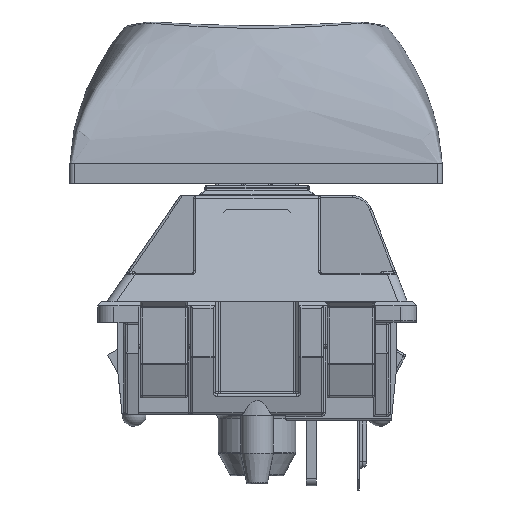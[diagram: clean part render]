
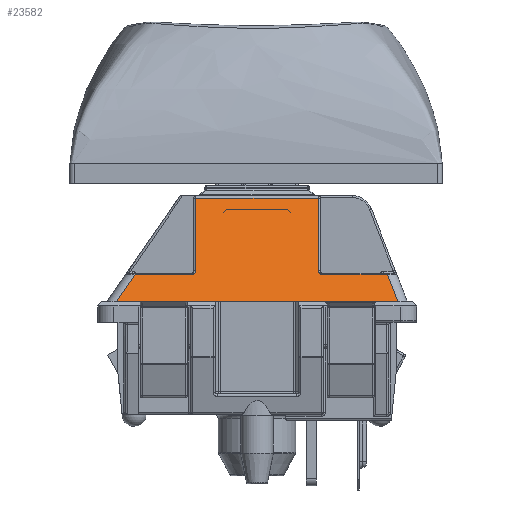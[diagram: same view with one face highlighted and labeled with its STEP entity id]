
A CAD part, front view. The second image highlights one B-rep face of the part: STEP entity #23582.
In plain terms, the highlighted planar face has unit normal (0, -0.914, 0.405).
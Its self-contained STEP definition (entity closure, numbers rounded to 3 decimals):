
#1674=LINE('',#38347,#3588);
#1940=LINE('',#39167,#3854);
#1941=LINE('',#39169,#3855);
#1942=LINE('',#39171,#3856);
#1943=LINE('',#39179,#3857);
#1944=LINE('',#39180,#3858);
#1945=LINE('',#39182,#3859);
#1946=LINE('',#39183,#3860);
#3588=VECTOR('',#29464,1000.);
#3854=VECTOR('',#29910,1000.);
#3855=VECTOR('',#29911,1000.);
#3856=VECTOR('',#29912,1000.);
#3857=VECTOR('',#29913,1000.);
#3858=VECTOR('',#29914,1000.);
#3859=VECTOR('',#29915,1000.);
#3860=VECTOR('',#29916,1000.);
#5251=PLANE('',#25523);
#5954=FACE_OUTER_BOUND('',#7505,.T.);
#7505=EDGE_LOOP('',(#17760,#17761,#17762,#17763,#17764,#17765,#17766,#17767,
#17768,#17769));
#10121=B_SPLINE_CURVE_WITH_KNOTS('',3,(#39160,#39161,#39162,#39163,#39164,
#39165),.UNSPECIFIED.,.F.,.F.,(4,2,4),(4.712,5.498,
6.283),.UNSPECIFIED.);
#10122=B_SPLINE_CURVE_WITH_KNOTS('',3,(#39173,#39174,#39175,#39176,#39177,
#39178),.UNSPECIFIED.,.F.,.F.,(4,2,4),(0.,0.785,
1.571),.UNSPECIFIED.);
#10630=VERTEX_POINT('',#38165);
#10678=VERTEX_POINT('',#38344);
#10679=VERTEX_POINT('',#38346);
#10995=VERTEX_POINT('',#39158);
#10996=VERTEX_POINT('',#39159);
#10997=VERTEX_POINT('',#39166);
#10998=VERTEX_POINT('',#39168);
#10999=VERTEX_POINT('',#39170);
#11000=VERTEX_POINT('',#39172);
#11001=VERTEX_POINT('',#39181);
#13097=EDGE_CURVE('',#10679,#10678,#1674,.T.);
#13425=EDGE_CURVE('',#10995,#10996,#10121,.T.);
#13426=EDGE_CURVE('',#10995,#10997,#1940,.T.);
#13427=EDGE_CURVE('',#10997,#10998,#1941,.T.);
#13428=EDGE_CURVE('',#10998,#10999,#1942,.T.);
#13429=EDGE_CURVE('',#11000,#10999,#10122,.T.);
#13430=EDGE_CURVE('',#11000,#10630,#1943,.T.);
#13431=EDGE_CURVE('',#10630,#10679,#1944,.T.);
#13432=EDGE_CURVE('',#10678,#11001,#1945,.T.);
#13433=EDGE_CURVE('',#11001,#10996,#1946,.T.);
#17760=ORIENTED_EDGE('',*,*,#13425,.F.);
#17761=ORIENTED_EDGE('',*,*,#13426,.T.);
#17762=ORIENTED_EDGE('',*,*,#13427,.T.);
#17763=ORIENTED_EDGE('',*,*,#13428,.T.);
#17764=ORIENTED_EDGE('',*,*,#13429,.F.);
#17765=ORIENTED_EDGE('',*,*,#13430,.T.);
#17766=ORIENTED_EDGE('',*,*,#13431,.T.);
#17767=ORIENTED_EDGE('',*,*,#13097,.T.);
#17768=ORIENTED_EDGE('',*,*,#13432,.T.);
#17769=ORIENTED_EDGE('',*,*,#13433,.T.);
#23582=ADVANCED_FACE('',(#5954),#5251,.F.);
#25523=AXIS2_PLACEMENT_3D('',#39157,#29908,#29909);
#29464=DIRECTION('',(1.,0.,0.));
#29908=DIRECTION('center_axis',(0.,0.915,
-0.405));
#29909=DIRECTION('ref_axis',(1.,0.,0.));
#29910=DIRECTION('',(0.,0.405,0.915));
#29911=DIRECTION('',(-1.,0.,0.));
#29912=DIRECTION('',(0.,-0.405,-0.915));
#29913=DIRECTION('',(-1.,0.,0.));
#29914=DIRECTION('',(-0.535,-0.342,-0.773));
#29915=DIRECTION('',(-0.332,0.382,0.863));
#29916=DIRECTION('',(-1.,0.,0.));
#38165=CARTESIAN_POINT('',(2.366,-15.821,18.24));
#38344=CARTESIAN_POINT('',(15.212,-16.414,16.9));
#38346=CARTESIAN_POINT('',(1.438,-16.414,16.9));
#38347=CARTESIAN_POINT('',(15.67,-16.414,16.9));
#39157=CARTESIAN_POINT('Origin',(15.67,-14.114,22.1));
#39158=CARTESIAN_POINT('',(11.32,-15.732,18.44));
#39159=CARTESIAN_POINT('',(11.52,-15.821,18.24));
#39160=CARTESIAN_POINT('Ctrl Pts',(11.32,-15.732,18.44));
#39161=CARTESIAN_POINT('Ctrl Pts',(11.32,-15.756,18.388));
#39162=CARTESIAN_POINT('Ctrl Pts',(11.341,-15.779,18.336));
#39163=CARTESIAN_POINT('Ctrl Pts',(11.415,-15.811,18.262));
#39164=CARTESIAN_POINT('Ctrl Pts',(11.467,-15.821,18.24));
#39165=CARTESIAN_POINT('Ctrl Pts',(11.52,-15.821,18.24));
#39166=CARTESIAN_POINT('',(11.32,-14.166,21.981));
#39167=CARTESIAN_POINT('',(11.32,-14.166,21.981));
#39168=CARTESIAN_POINT('',(5.32,-14.166,21.981));
#39169=CARTESIAN_POINT('',(5.22,-14.166,21.981));
#39170=CARTESIAN_POINT('',(5.32,-15.732,18.44));
#39171=CARTESIAN_POINT('',(5.32,-15.795,18.3));
#39172=CARTESIAN_POINT('',(5.12,-15.821,18.24));
#39173=CARTESIAN_POINT('Ctrl Pts',(5.12,-15.821,18.24));
#39174=CARTESIAN_POINT('Ctrl Pts',(5.172,-15.821,18.24));
#39175=CARTESIAN_POINT('Ctrl Pts',(5.224,-15.811,18.262));
#39176=CARTESIAN_POINT('Ctrl Pts',(5.298,-15.779,18.336));
#39177=CARTESIAN_POINT('Ctrl Pts',(5.32,-15.756,18.388));
#39178=CARTESIAN_POINT('Ctrl Pts',(5.32,-15.732,18.44));
#39179=CARTESIAN_POINT('',(2.407,-15.821,18.24));
#39180=CARTESIAN_POINT('',(8.08,-12.17,26.495));
#39181=CARTESIAN_POINT('',(14.696,-15.821,18.24));
#39182=CARTESIAN_POINT('',(13.482,-14.425,21.396));
#39183=CARTESIAN_POINT('',(15.67,-15.821,18.24));
